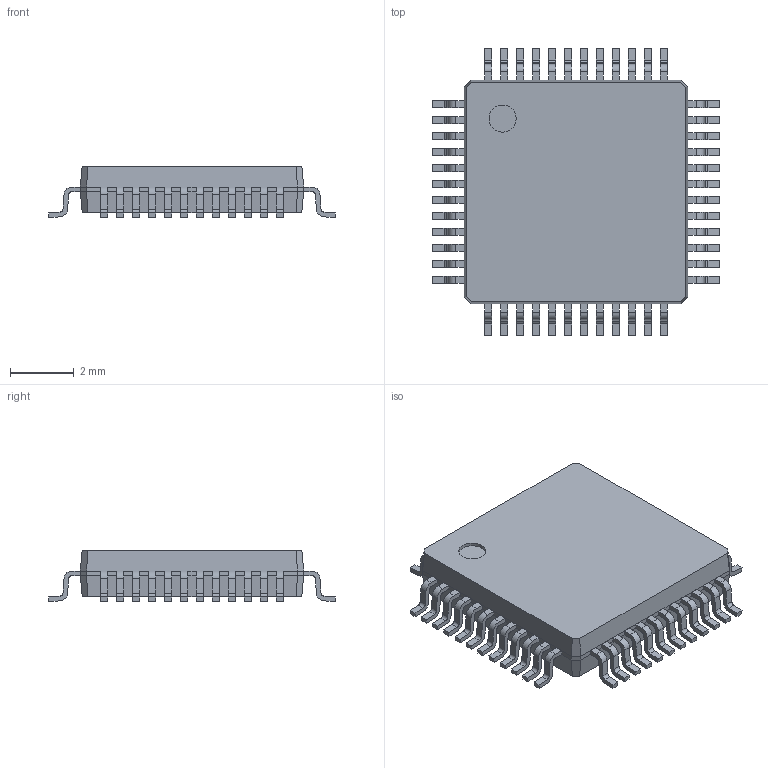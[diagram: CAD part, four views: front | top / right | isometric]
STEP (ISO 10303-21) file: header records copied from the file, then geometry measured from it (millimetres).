
FILE_DESCRIPTION(/* description */ (''),/* implementation_level */ '2;1');
FILE_NAME(/* name */ '48-LQFP.step',/* time_stamp */ '2021-08-17T02:34:40+08:00',/* author */ (''),/* organization */ (''),/* preprocessor_version */ 'ST-DEVELOPER v18.1',/* originating_system */ 'Autodesk Translation Framework v10.9.0.1377',/* authorisation */ '');
FILE_SCHEMA (('AUTOMOTIVE_DESIGN { 1 0 10303 214 3 1 1 }'));
Length unit declared in the file: millimetre
Products named in the file (1): (Unsaved)
Bounding box: 9 x 9 x 1.6 mm (x, y, z)
Volume: 72.3 mm3; surface area: 194.2 mm2
Topology: 49 solids, 49 shells, 700 faces, 1787 edges, 1186 vertices
Faces by surface type: plane 507, cylinder 193
Full cylindrical faces by diameter (mm): 0.85 x1
Entity records: 21069 total; most frequent: CARTESIAN_POINT 3674, DIRECTION 3575, ORIENTED_EDGE 3574, EDGE_CURVE 1787, LINE 1401, VECTOR 1401, VERTEX_POINT 1186, AXIS2_PLACEMENT_3D 1087
